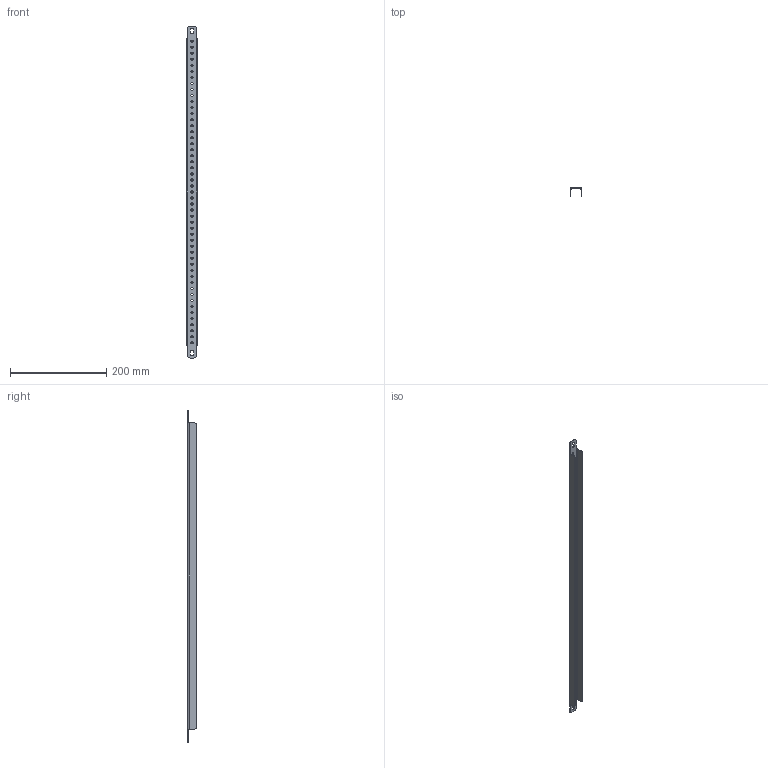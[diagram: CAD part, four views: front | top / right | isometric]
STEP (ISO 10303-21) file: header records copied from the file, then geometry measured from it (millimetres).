
FILE_DESCRIPTION (( 'STEP AP214' ), '1' );
FILE_NAME ('997.180.STEP', '2024-09-18T04:49:29', ( '' ), ( '' ), 'SwSTEP 2.0', 'SolidWorks 2021', '' );
FILE_SCHEMA (( 'AUTOMOTIVE_DESIGN' ));
Length unit declared in the file: millimetre
Products named in the file (1): 997.180
Bounding box: 24 x 18 x 688.3 mm (x, y, z)
Volume: 52371.2 mm3; surface area: 73230.4 mm2
Topology: 1 solids, 1 shells, 144 faces, 414 edges, 272 vertices
Faces by surface type: cylinder 120, plane 24
Entity records: 5088 total; most frequent: DIRECTION 944, CARTESIAN_POINT 831, ORIENTED_EDGE 828, EDGE_CURVE 414, AXIS2_PLACEMENT_3D 385, VERTEX_POINT 272, EDGE_LOOP 250, CIRCLE 240
